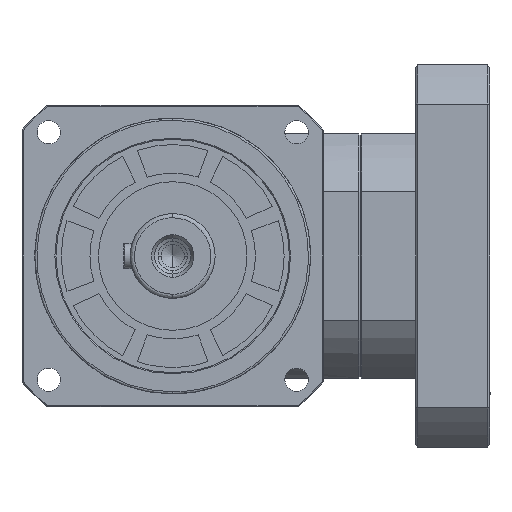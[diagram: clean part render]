
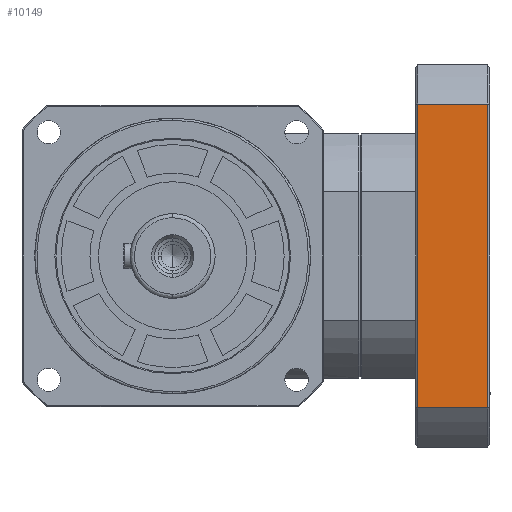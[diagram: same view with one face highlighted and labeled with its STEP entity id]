
A CAD part, left-side view. The second image highlights one B-rep face of the part: STEP entity #10149.
In plain terms, the highlighted face is planar.
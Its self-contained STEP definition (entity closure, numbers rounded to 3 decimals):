
#184 = DIRECTION ( 'NONE',  ( -1., 0., 0. ) ) ;
#458 = CARTESIAN_POINT ( 'NONE',  ( 71.589, 90., 0. ) ) ;
#2338 = PLANE ( 'NONE',  #8579 ) ;
#3007 = DIRECTION ( 'NONE',  ( 0., 0., -1. ) ) ;
#4877 = LINE ( 'NONE', #458, #10602 ) ;
#5083 = VERTEX_POINT ( 'NONE', #21193 ) ;
#5518 = VERTEX_POINT ( 'NONE', #7254 ) ;
#5627 = CARTESIAN_POINT ( 'NONE',  ( -71.589, 90., 63. ) ) ;
#5756 = ORIENTED_EDGE ( 'NONE', *, *, #7769, .F. ) ;
#5984 = CARTESIAN_POINT ( 'NONE',  ( 90., 90., 30. ) ) ;
#7119 = EDGE_LOOP ( 'NONE', ( #5756, #8536, #8380, #8493 ) ) ;
#7254 = CARTESIAN_POINT ( 'NONE',  ( -71.589, 90., 30. ) ) ;
#7769 = EDGE_CURVE ( 'NONE', #29796, #29935, #26636, .T. ) ;
#7927 = VECTOR ( 'NONE', #10866, 1000. ) ;
#8380 = ORIENTED_EDGE ( 'NONE', *, *, #25434, .T. ) ;
#8493 = ORIENTED_EDGE ( 'NONE', *, *, #18178, .F. ) ;
#8536 = ORIENTED_EDGE ( 'NONE', *, *, #20897, .T. ) ;
#8579 = AXIS2_PLACEMENT_3D ( 'NONE', #12177, #29276, #14631 ) ;
#10149 = ADVANCED_FACE ( 'NONE', ( #30120 ), #2338, .T. ) ;
#10602 = VECTOR ( 'NONE', #3007, 1000. ) ;
#10866 = DIRECTION ( 'NONE',  ( -1., 0., 0. ) ) ;
#12177 = CARTESIAN_POINT ( 'NONE',  ( 90., 90., 0. ) ) ;
#13586 = VECTOR ( 'NONE', #184, 1000. ) ;
#14631 = DIRECTION ( 'NONE',  ( -1., 0., 0. ) ) ;
#18178 = EDGE_CURVE ( 'NONE', #29935, #5518, #25539, .T. ) ;
#18984 = CARTESIAN_POINT ( 'NONE',  ( -71.589, 90., 64. ) ) ;
#19557 = CARTESIAN_POINT ( 'NONE',  ( 45., 90., 63. ) ) ;
#20897 = EDGE_CURVE ( 'NONE', #29796, #5083, #4877, .T. ) ;
#21193 = CARTESIAN_POINT ( 'NONE',  ( 71.589, 90., 30. ) ) ;
#21488 = DIRECTION ( 'NONE',  ( 0., 0., -1. ) ) ;
#25434 = EDGE_CURVE ( 'NONE', #5083, #5518, #27435, .T. ) ;
#25539 = LINE ( 'NONE', #18984, #31164 ) ;
#26636 = LINE ( 'NONE', #19557, #13586 ) ;
#27263 = CARTESIAN_POINT ( 'NONE',  ( 71.589, 90., 63. ) ) ;
#27435 = LINE ( 'NONE', #5984, #7927 ) ;
#29276 = DIRECTION ( 'NONE',  ( 0., 1., 0. ) ) ;
#29796 = VERTEX_POINT ( 'NONE', #27263 ) ;
#29935 = VERTEX_POINT ( 'NONE', #5627 ) ;
#30120 = FACE_OUTER_BOUND ( 'NONE', #7119, .T. ) ;
#31164 = VECTOR ( 'NONE', #21488, 1000. ) ;
